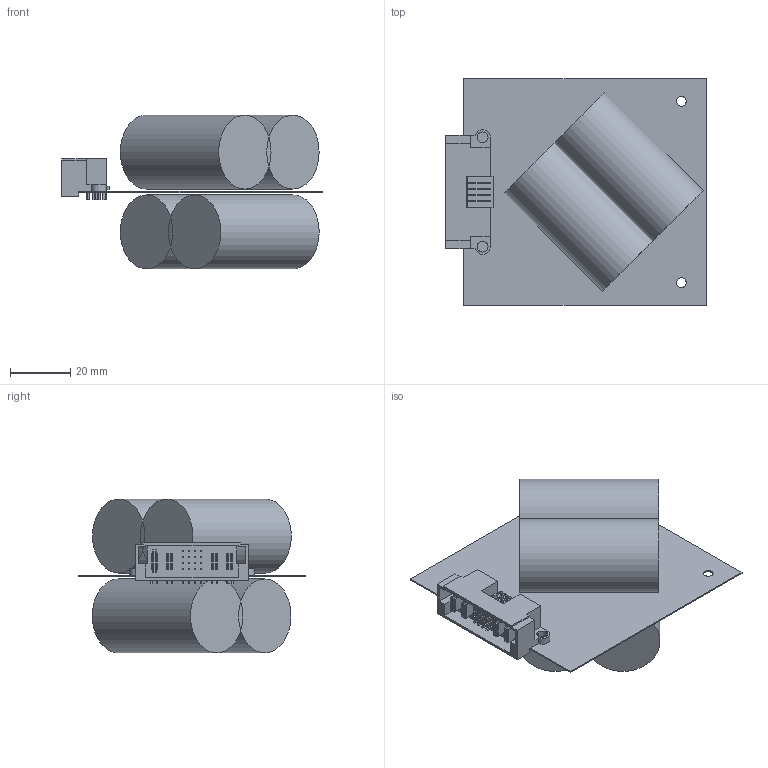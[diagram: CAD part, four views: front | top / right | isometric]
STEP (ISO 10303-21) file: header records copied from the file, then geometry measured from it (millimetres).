
FILE_DESCRIPTION(('Open CASCADE Model'),'2;1');
FILE_NAME('Open CASCADE Shape Model','2020-01-29T21:11:15',('Author'),( 'Open CASCADE'),'Open CASCADE STEP processor 6.8','Open CASCADE 6.8' ,'Unknown');
FILE_SCHEMA(('AUTOMOTIVE_DESIGN { 1 0 10303 214 1 1 1 1 }'));
Length unit declared in the file: millimetre
Products named in the file (12): PCB; Board; C4; 6992210688; Cylinder; C3; 6992212992; C2; C1; J1; Samtec-MPTC-02-16-02-01-01-L-RA-SD
Assembly tree (13 placements, depth 4):
  PCB
    Board
    C4
      6992210688
        Cylinder
    C3
      6992212992
        Cylinder
    C2
      6992210688
        Cylinder
    C1
      6992212992
        Cylinder
    J1
      Samtec-MPTC-02-16-02-01-01-L-RA-SD
Bounding box: 86.3 x 75 x 50.91 mm (x, y, z)
Volume: 92570.4 mm3; surface area: 34373.8 mm2
Topology: 8 solids, 8 shells, 592 faces, 1553 edges, 1034 vertices
Faces by surface type: plane 505, cylinder 87
Full cylindrical faces by diameter (mm): 3.2 x2, 24.5 x4
Entity records: 18680 total; most frequent: CARTESIAN_POINT 3177, ORIENTED_EDGE 3094, DIRECTION 2917, EDGE_CURVE 1547, LINE 1377, VECTOR 1377, VERTEX_POINT 1030, AXIS2_PLACEMENT_3D 770
